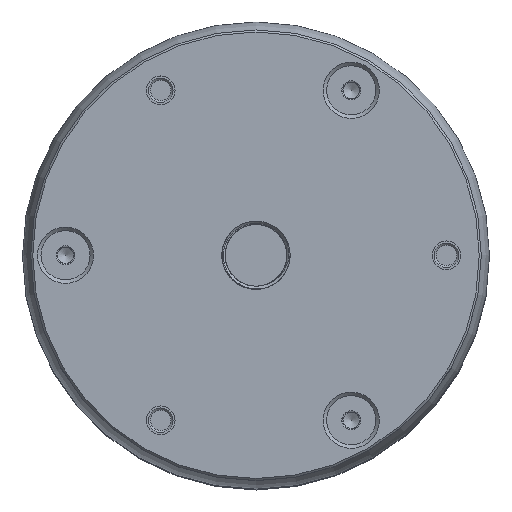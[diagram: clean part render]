
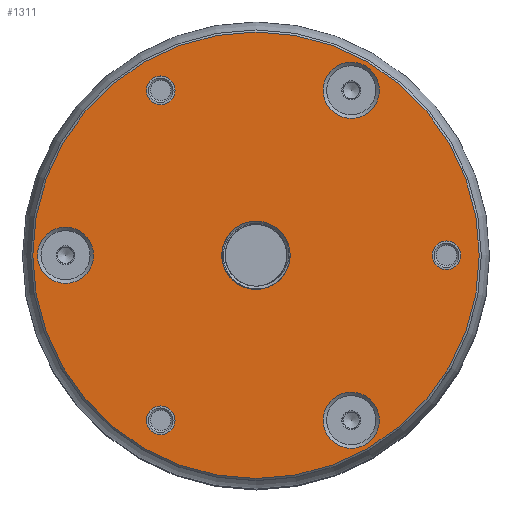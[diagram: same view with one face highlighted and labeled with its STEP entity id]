
A CAD part, top view. The second image highlights one B-rep face of the part: STEP entity #1311.
In plain terms, the highlighted planar face has unit normal (0, 0, 1).
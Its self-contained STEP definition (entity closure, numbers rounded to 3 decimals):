
#1048=PLANE('',#6314);
#1311=ADVANCED_FACE('',(#1888,#1889,#1890,#1891,#1892,#1893,#1894,#1895),
#1048,.T.);
#1888=FACE_BOUND('',#2431,.T.);
#1889=FACE_BOUND('',#2432,.T.);
#1890=FACE_BOUND('',#2433,.T.);
#1891=FACE_BOUND('',#2434,.T.);
#1892=FACE_BOUND('',#2435,.T.);
#1893=FACE_BOUND('',#2436,.T.);
#1894=FACE_BOUND('',#2437,.T.);
#1895=FACE_BOUND('',#2438,.T.);
#2431=EDGE_LOOP('',(#3362,#3363));
#2432=EDGE_LOOP('',(#3364));
#2433=EDGE_LOOP('',(#3365));
#2434=EDGE_LOOP('',(#3366));
#2435=EDGE_LOOP('',(#3367));
#2436=EDGE_LOOP('',(#3368));
#2437=EDGE_LOOP('',(#3369));
#2438=EDGE_LOOP('',(#3370));
#3362=ORIENTED_EDGE('',*,*,#4998,.T.);
#3363=ORIENTED_EDGE('',*,*,#4999,.T.);
#3364=ORIENTED_EDGE('',*,*,#5000,.T.);
#3365=ORIENTED_EDGE('',*,*,#5001,.T.);
#3366=ORIENTED_EDGE('',*,*,#5002,.T.);
#3367=ORIENTED_EDGE('',*,*,#5003,.T.);
#3368=ORIENTED_EDGE('',*,*,#5004,.T.);
#3369=ORIENTED_EDGE('',*,*,#5005,.T.);
#3370=ORIENTED_EDGE('',*,*,#5006,.T.);
#4441=VERTEX_POINT('',#9550);
#4442=VERTEX_POINT('',#9551);
#4443=VERTEX_POINT('',#9554);
#4444=VERTEX_POINT('',#9556);
#4445=VERTEX_POINT('',#9558);
#4446=VERTEX_POINT('',#9560);
#4447=VERTEX_POINT('',#9562);
#4448=VERTEX_POINT('',#9564);
#4449=VERTEX_POINT('',#9566);
#4998=EDGE_CURVE('',#4441,#4442,#5645,.T.);
#4999=EDGE_CURVE('',#4442,#4441,#5646,.T.);
#5000=EDGE_CURVE('',#4443,#4443,#5647,.T.);
#5001=EDGE_CURVE('',#4444,#4444,#5648,.T.);
#5002=EDGE_CURVE('',#4445,#4445,#5649,.T.);
#5003=EDGE_CURVE('',#4446,#4446,#5650,.T.);
#5004=EDGE_CURVE('',#4447,#4447,#5651,.T.);
#5005=EDGE_CURVE('',#4448,#4448,#5652,.T.);
#5006=EDGE_CURVE('',#4449,#4449,#5653,.T.);
#5645=CIRCLE('',#6305,8.331);
#5646=CIRCLE('',#6306,8.331);
#5647=CIRCLE('',#6307,3.5);
#5648=CIRCLE('',#6308,6.855);
#5649=CIRCLE('',#6309,3.5);
#5650=CIRCLE('',#6310,6.855);
#5651=CIRCLE('',#6311,3.5);
#5652=CIRCLE('',#6312,6.855);
#5653=CIRCLE('',#6313,54.5);
#6305=AXIS2_PLACEMENT_3D('',#9549,#7653,#7654);
#6306=AXIS2_PLACEMENT_3D('',#9552,#7655,#7656);
#6307=AXIS2_PLACEMENT_3D('',#9553,#7657,#7658);
#6308=AXIS2_PLACEMENT_3D('',#9555,#7659,#7660);
#6309=AXIS2_PLACEMENT_3D('',#9557,#7661,#7662);
#6310=AXIS2_PLACEMENT_3D('',#9559,#7663,#7664);
#6311=AXIS2_PLACEMENT_3D('',#9561,#7665,#7666);
#6312=AXIS2_PLACEMENT_3D('',#9563,#7667,#7668);
#6313=AXIS2_PLACEMENT_3D('',#9565,#7669,#7670);
#6314=AXIS2_PLACEMENT_3D('',#9567,#7671,#7672);
#7653=DIRECTION('',(0.,0.,-1.));
#7654=DIRECTION('',(1.,0.,0.));
#7655=DIRECTION('',(0.,0.,-1.));
#7656=DIRECTION('',(1.,0.,0.));
#7657=DIRECTION('',(0.,0.,-1.));
#7658=DIRECTION('',(-1.,0.,0.));
#7659=DIRECTION('',(0.,0.,-1.));
#7660=DIRECTION('',(-1.,0.,0.));
#7661=DIRECTION('',(0.,0.,-1.));
#7662=DIRECTION('',(-1.,0.,0.));
#7663=DIRECTION('',(0.,0.,-1.));
#7664=DIRECTION('',(-1.,0.,0.));
#7665=DIRECTION('',(0.,0.,-1.));
#7666=DIRECTION('',(-1.,0.,0.));
#7667=DIRECTION('',(0.,0.,-1.));
#7668=DIRECTION('',(-1.,0.,0.));
#7669=DIRECTION('',(0.,0.,1.));
#7670=DIRECTION('',(1.,0.,0.));
#7671=DIRECTION('',(0.,0.,1.));
#7672=DIRECTION('',(1.,0.,0.));
#9549=CARTESIAN_POINT('',(0.,0.,197.));
#9550=CARTESIAN_POINT('',(6.455,-5.267,197.));
#9551=CARTESIAN_POINT('',(6.455,5.267,197.));
#9552=CARTESIAN_POINT('',(0.,0.,197.));
#9553=CARTESIAN_POINT('',(-23.25,40.27,197.));
#9554=CARTESIAN_POINT('',(-26.75,40.27,197.));
#9555=CARTESIAN_POINT('',(23.25,40.27,197.));
#9556=CARTESIAN_POINT('',(16.395,40.27,197.));
#9557=CARTESIAN_POINT('',(46.5,0.,197.));
#9558=CARTESIAN_POINT('',(43.,0.,197.));
#9559=CARTESIAN_POINT('',(23.25,-40.27,197.));
#9560=CARTESIAN_POINT('',(16.395,-40.27,197.));
#9561=CARTESIAN_POINT('',(-23.25,-40.27,197.));
#9562=CARTESIAN_POINT('',(-26.75,-40.27,197.));
#9563=CARTESIAN_POINT('',(-46.5,0.,197.));
#9564=CARTESIAN_POINT('',(-53.355,0.,197.));
#9565=CARTESIAN_POINT('',(0.,0.,197.));
#9566=CARTESIAN_POINT('',(54.5,0.,197.));
#9567=CARTESIAN_POINT('',(0.,0.,197.));
